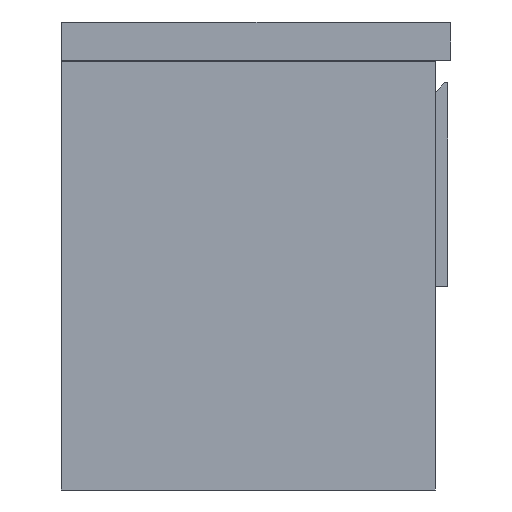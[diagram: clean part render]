
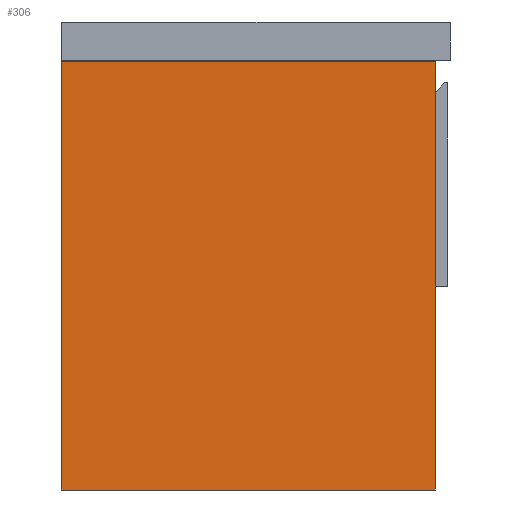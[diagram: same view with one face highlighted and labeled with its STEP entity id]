
A CAD part, left-side view. The second image highlights one B-rep face of the part: STEP entity #306.
In plain terms, the highlighted planar face has unit normal (-1, 0, 0).
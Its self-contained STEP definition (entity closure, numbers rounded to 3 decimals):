
#306=ADVANCED_FACE('',(#378),#1201,.T.);
#378=FACE_OUTER_BOUND('',#450,.T.);
#450=EDGE_LOOP('',(#575,#576,#577,#578));
#575=ORIENTED_EDGE('',*,*,#846,.T.);
#576=ORIENTED_EDGE('',*,*,#847,.T.);
#577=ORIENTED_EDGE('',*,*,#848,.T.);
#578=ORIENTED_EDGE('',*,*,#844,.F.);
#844=EDGE_CURVE('',#1115,#1116,#995,.T.);
#846=EDGE_CURVE('',#1115,#1117,#997,.T.);
#847=EDGE_CURVE('',#1117,#1118,#998,.T.);
#848=EDGE_CURVE('',#1118,#1116,#999,.T.);
#995=B_SPLINE_CURVE_WITH_KNOTS('',1,(#1625,#1626),.UNSPECIFIED.,.F.,.F.,
(2,2),(0.,480.),.UNSPECIFIED.);
#997=B_SPLINE_CURVE_WITH_KNOTS('',1,(#1629,#1630),.UNSPECIFIED.,.F.,.F.,
(2,2),(0.,550.),.UNSPECIFIED.);
#998=B_SPLINE_CURVE_WITH_KNOTS('',1,(#1631,#1632),.UNSPECIFIED.,.F.,.F.,
(2,2),(0.,480.),.UNSPECIFIED.);
#999=B_SPLINE_CURVE_WITH_KNOTS('',1,(#1633,#1634),.UNSPECIFIED.,.F.,.F.,
(2,2),(0.,550.),.UNSPECIFIED.);
#1115=VERTEX_POINT('',#1611);
#1116=VERTEX_POINT('',#1612);
#1117=VERTEX_POINT('',#1613);
#1118=VERTEX_POINT('',#1614);
#1201=PLANE('',#1358);
#1358=AXIS2_PLACEMENT_3D('',#1603,#1438,$);
#1438=DIRECTION('',(-1.,0.,0.));
#1603=CARTESIAN_POINT('',(-594.,-330.,-48.));
#1611=CARTESIAN_POINT('',(-594.,275.,0.));
#1612=CARTESIAN_POINT('',(-594.,275.,480.));
#1613=CARTESIAN_POINT('',(-594.,-275.,0.));
#1614=CARTESIAN_POINT('',(-594.,-275.,480.));
#1625=CARTESIAN_POINT('',(-594.,275.,0.));
#1626=CARTESIAN_POINT('',(-594.,275.,480.));
#1629=CARTESIAN_POINT('',(-594.,275.,0.));
#1630=CARTESIAN_POINT('',(-594.,-275.,0.));
#1631=CARTESIAN_POINT('',(-594.,-275.,0.));
#1632=CARTESIAN_POINT('',(-594.,-275.,480.));
#1633=CARTESIAN_POINT('',(-594.,-275.,480.));
#1634=CARTESIAN_POINT('',(-594.,275.,480.));
